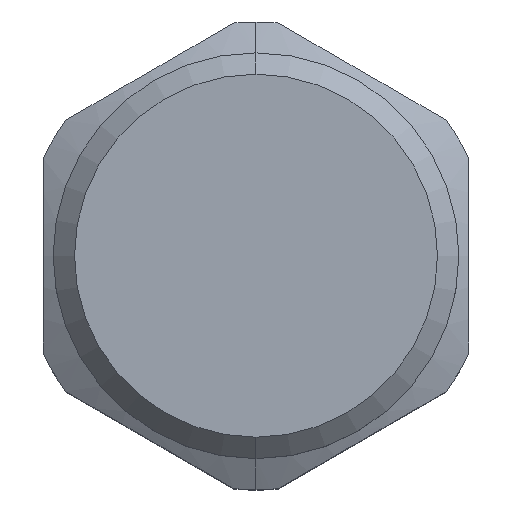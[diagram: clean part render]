
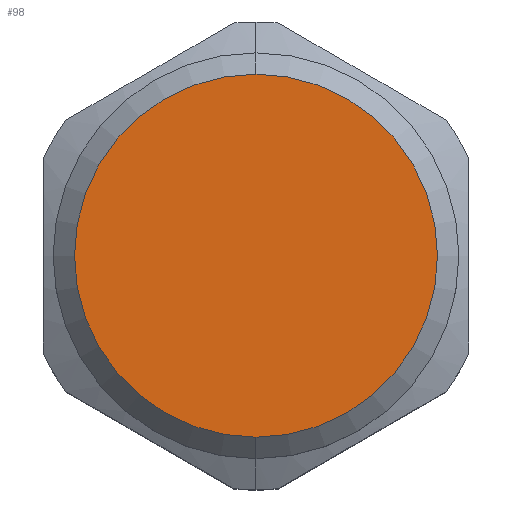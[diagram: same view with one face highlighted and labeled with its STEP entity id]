
A CAD part, top view. The second image highlights one B-rep face of the part: STEP entity #98.
In plain terms, the highlighted planar face has unit normal (0, 0, 1).
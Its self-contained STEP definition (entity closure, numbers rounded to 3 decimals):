
#98=ADVANCED_FACE('',(#191),#192,.T.);
#191=FACE_OUTER_BOUND('',#275,.T.);
#192=PLANE('',#276);
#275=EDGE_LOOP('',(#494,#495));
#276=AXIS2_PLACEMENT_3D('',#496,#497,#498);
#494=ORIENTED_EDGE('',*,*,#504,.T.);
#495=ORIENTED_EDGE('',*,*,#583,.T.);
#496=CARTESIAN_POINT('',(0.,-4.25,15.0));
#497=DIRECTION('',(0.0,0.0,1.0));
#498=DIRECTION('',(0.,-1.0,0.0));
#504=EDGE_CURVE('',#588,#592,#594,.T.);
#583=EDGE_CURVE('',#592,#588,#707,.T.);
#588=VERTEX_POINT('',#712);
#592=VERTEX_POINT('',#717);
#594=CIRCLE('',#720,8.5);
#707=CIRCLE('',#913,8.5);
#712=CARTESIAN_POINT('',(0.,-8.5,15.0));
#717=CARTESIAN_POINT('',(0.,8.5,15.0));
#720=AXIS2_PLACEMENT_3D('',#921,#922,#923);
#913=AXIS2_PLACEMENT_3D('',#1019,#1020,#1021);
#921=CARTESIAN_POINT('',(0.,0.0,15.0));
#922=DIRECTION('',(0.0,0.0,1.0));
#923=DIRECTION('',(0.,-1.0,0.0));
#1019=CARTESIAN_POINT('',(0.,0.0,15.0));
#1020=DIRECTION('',(0.0,0.0,1.0));
#1021=DIRECTION('',(0.,-1.0,0.0));
